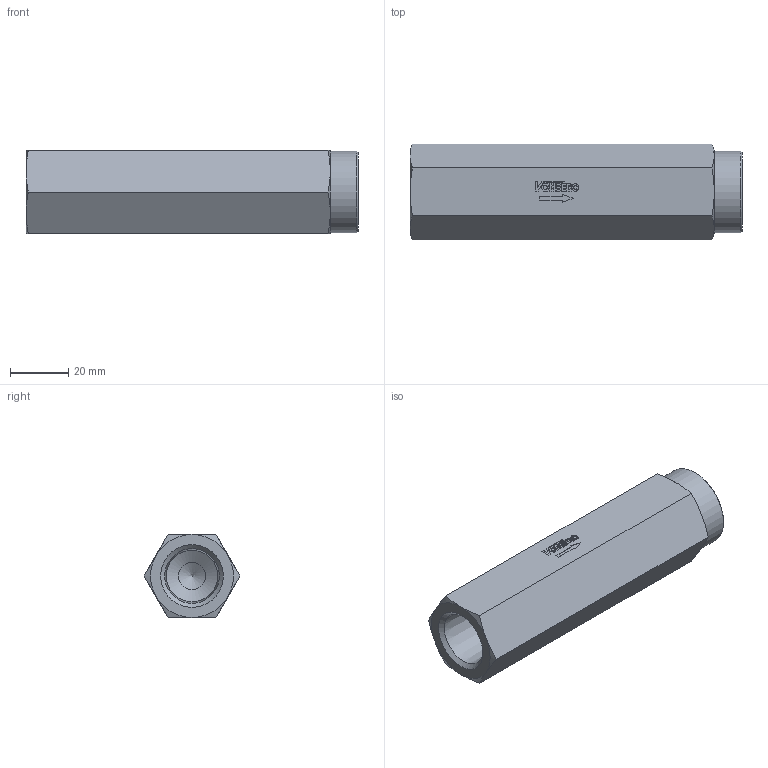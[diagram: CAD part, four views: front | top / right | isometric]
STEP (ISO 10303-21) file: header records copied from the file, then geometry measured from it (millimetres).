
FILE_DESCRIPTION((''),'2;1');
FILE_NAME('40300-104.stp','2015-01-08T12:02:41',('jml'),(''),'Autodesk Inventor 2010','Autodesk Inventor 2010','');
FILE_SCHEMA(('AUTOMOTIVE_DESIGN { 1 0 10303 214 1 1 1 1 }'));
Length unit declared in the file: inch
Products named in the file (1): Part125
Bounding box: 114.3 x 33 x 28.57 mm (x, y, z)
Volume: 64541.8 mm3; surface area: 15726.6 mm2
Topology: 1 solids, 1 shells, 133 faces, 335 edges, 218 vertices
Faces by surface type: plane 92, cone 17, cylinder 16, bspline 8
Full cylindrical faces by diameter (mm): 1.392 x1, 27.94 x1
Entity records: 3991 total; most frequent: CARTESIAN_POINT 838, ORIENTED_EDGE 622, DIRECTION 596, EDGE_CURVE 311, VECTOR 230, LINE 230, VERTEX_POINT 209, AXIS2_PLACEMENT_3D 183
